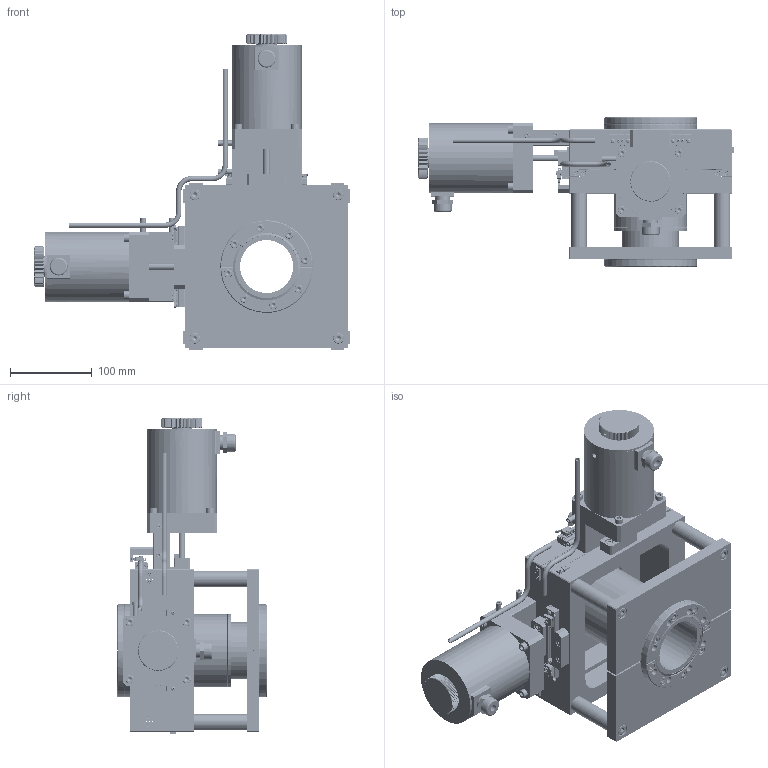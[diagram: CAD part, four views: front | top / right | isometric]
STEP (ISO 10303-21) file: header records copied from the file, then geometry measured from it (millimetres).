
FILE_DESCRIPTION (( 'STEP AP214' ), '1' );
FILE_NAME ('420MXY063-25-m.stp', '2017-03-28T11:00:22', ( '' ), ( '' ), 'SwSTEP 2.0', 'SolidWorks 2015', '' );
FILE_SCHEMA (( 'AUTOMOTIVE_DESIGN' ));
Length unit declared in the file: millimetre
Products named in the file (1): 420MXY063-25-m
Bounding box: 387.05 x 184 x 387.05 mm (x, y, z)
Volume: 4393311.8 mm3; surface area: 914766 mm2
Topology: 146 solids, 220 shells, 6656 faces, 16032 edges, 9806 vertices
Faces by surface type: plane 3487, cylinder 1697, cone 981, torus 417, bspline 42, sphere 32
Entity records: 267302 total; most frequent: CARTESIAN_POINT 36756, DIRECTION 33625, ORIENTED_EDGE 31312, EDGE_CURVE 15656, AXIS2_PLACEMENT_3D 12613, VERTEX_POINT 9806, LINE 8399, VECTOR 8399
